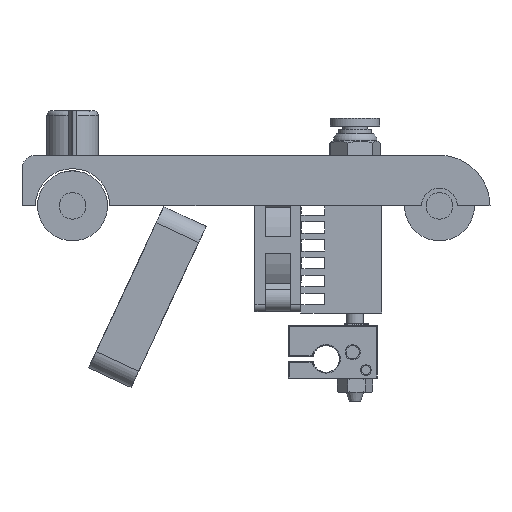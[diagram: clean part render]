
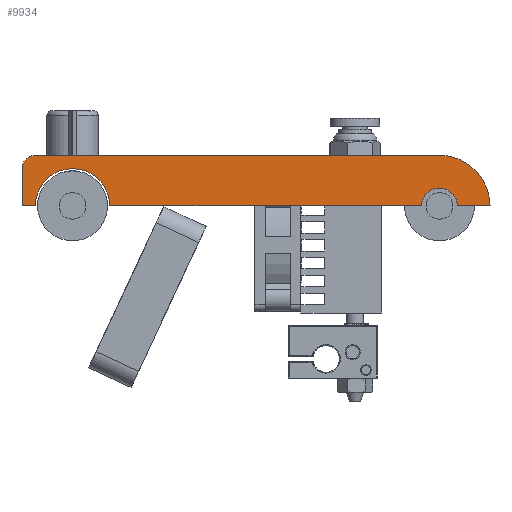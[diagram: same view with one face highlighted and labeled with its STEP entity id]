
A CAD part, left-side view. The second image highlights one B-rep face of the part: STEP entity #9934.
In plain terms, the highlighted planar face has unit normal (-1, 0, 0).
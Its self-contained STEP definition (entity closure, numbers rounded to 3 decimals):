
#1101=LINE('',#24213,#1855);
#1192=LINE('',#24416,#1946);
#1297=LINE('',#24738,#2051);
#1298=LINE('',#24740,#2052);
#1299=LINE('',#24743,#2053);
#1855=VECTOR('',#13343,10.);
#1946=VECTOR('',#13504,10.);
#2051=VECTOR('',#13765,10.);
#2052=VECTOR('',#13766,10.);
#2053=VECTOR('',#13769,10.);
#2817=FACE_OUTER_BOUND('',#3500,.T.);
#3500=EDGE_LOOP('',(#8931,#8932,#8933,#8934,#8935,#8936,#8937,#8938,#8939));
#3930=CIRCLE('',#10963,3.);
#3945=CIRCLE('',#11035,4.);
#3961=CIRCLE('',#11082,8.375);
#3962=CIRCLE('',#11083,11.375);
#4709=VERTEX_POINT('',#24190);
#4710=VERTEX_POINT('',#24192);
#4718=VERTEX_POINT('',#24212);
#4794=VERTEX_POINT('',#24413);
#4795=VERTEX_POINT('',#24415);
#4832=VERTEX_POINT('',#24551);
#4862=VERTEX_POINT('',#24737);
#4863=VERTEX_POINT('',#24739);
#4864=VERTEX_POINT('',#24742);
#5999=EDGE_CURVE('',#4709,#4710,#3930,.T.);
#6009=EDGE_CURVE('',#4710,#4718,#1101,.F.);
#6111=EDGE_CURVE('',#4794,#4795,#1192,.T.);
#6179=EDGE_CURVE('',#4832,#4794,#3945,.T.);
#6236=EDGE_CURVE('',#4862,#4709,#1297,.F.);
#6237=EDGE_CURVE('',#4863,#4862,#1298,.F.);
#6238=EDGE_CURVE('',#4795,#4863,#3961,.F.);
#6239=EDGE_CURVE('',#4864,#4832,#1299,.F.);
#6240=EDGE_CURVE('',#4718,#4864,#3962,.F.);
#8931=ORIENTED_EDGE('',*,*,#5999,.F.);
#8932=ORIENTED_EDGE('',*,*,#6236,.F.);
#8933=ORIENTED_EDGE('',*,*,#6237,.F.);
#8934=ORIENTED_EDGE('',*,*,#6238,.F.);
#8935=ORIENTED_EDGE('',*,*,#6111,.F.);
#8936=ORIENTED_EDGE('',*,*,#6179,.F.);
#8937=ORIENTED_EDGE('',*,*,#6239,.F.);
#8938=ORIENTED_EDGE('',*,*,#6240,.F.);
#8939=ORIENTED_EDGE('',*,*,#6009,.F.);
#9402=PLANE('',#11081);
#9934=ADVANCED_FACE('',(#2817),#9402,.T.);
#10963=AXIS2_PLACEMENT_3D('',#24193,#13325,#13326);
#11035=AXIS2_PLACEMENT_3D('',#24552,#13634,#13635);
#11081=AXIS2_PLACEMENT_3D('',#24736,#13763,#13764);
#11082=AXIS2_PLACEMENT_3D('',#24741,#13767,#13768);
#11083=AXIS2_PLACEMENT_3D('',#24744,#13770,#13771);
#13325=DIRECTION('center_axis',(1.,0.,0.));
#13326=DIRECTION('ref_axis',(0.,0.707,0.707));
#13343=DIRECTION('',(0.,1.,0.));
#13504=DIRECTION('',(0.,1.,0.));
#13634=DIRECTION('center_axis',(-1.,0.,0.));
#13635=DIRECTION('ref_axis',(0.,1.,0.));
#13763=DIRECTION('center_axis',(-1.,0.,0.));
#13764=DIRECTION('ref_axis',(0.,0.,1.));
#13765=DIRECTION('',(0.,0.,-1.));
#13766=DIRECTION('',(0.,-1.,0.));
#13767=DIRECTION('center_axis',(1.,0.,0.));
#13768=DIRECTION('ref_axis',(0.,1.,0.));
#13769=DIRECTION('',(0.,-1.,0.));
#13770=DIRECTION('center_axis',(-1.,0.,0.));
#13771=DIRECTION('ref_axis',(0.,0.,1.));
#24190=CARTESIAN_POINT('',(-34.875,93.975,8.375));
#24192=CARTESIAN_POINT('',(-34.875,90.975,11.375));
#24193=CARTESIAN_POINT('Origin',(-34.875,90.975,8.375));
#24212=CARTESIAN_POINT('',(-34.875,0.,11.375));
#24213=CARTESIAN_POINT('',(-34.875,20.65,11.375));
#24413=CARTESIAN_POINT('',(-34.875,4.,0.));
#24415=CARTESIAN_POINT('',(-34.875,74.225,0.));
#24416=CARTESIAN_POINT('',(-34.875,4.188,0.));
#24551=CARTESIAN_POINT('',(-34.875,-4.,0.));
#24552=CARTESIAN_POINT('Origin',(-34.875,0.,0.));
#24736=CARTESIAN_POINT('Origin',(-34.875,41.3,5.688));
#24737=CARTESIAN_POINT('',(-34.875,93.975,0.));
#24738=CARTESIAN_POINT('',(-34.875,93.975,8.531));
#24739=CARTESIAN_POINT('',(-34.875,90.975,0.));
#24740=CARTESIAN_POINT('',(-34.875,67.638,0.));
#24741=CARTESIAN_POINT('Origin',(-34.875,82.6,0.));
#24742=CARTESIAN_POINT('',(-34.875,-11.375,0.));
#24743=CARTESIAN_POINT('',(-34.875,16.463,0.));
#24744=CARTESIAN_POINT('Origin',(-34.875,0.,0.));
